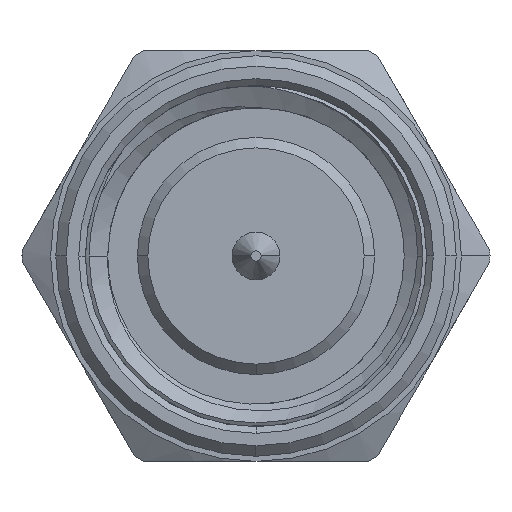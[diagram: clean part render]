
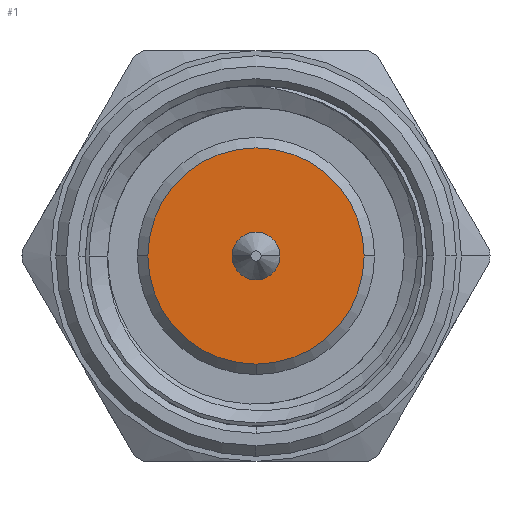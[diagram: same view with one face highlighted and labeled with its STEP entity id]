
A CAD part, left-side view. The second image highlights one B-rep face of the part: STEP entity #1.
In plain terms, the highlighted planar face has unit normal (-1, 0, 0).
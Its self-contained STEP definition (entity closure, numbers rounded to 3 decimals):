
#1 = ADVANCED_FACE ( 'NONE', ( #4117, #2990 ), #5279, .T. ) ;
#111 = ORIENTED_EDGE ( 'NONE', *, *, #1314, .F. ) ;
#122 = CARTESIAN_POINT ( 'NONE',  ( 3.15, 0., 0. ) ) ;
#177 = CARTESIAN_POINT ( 'NONE',  ( 3.15, 0., 0. ) ) ;
#399 = CIRCLE ( 'NONE', #5510, 0.46 ) ;
#666 = CIRCLE ( 'NONE', #4824, 2.08 ) ;
#696 = DIRECTION ( 'NONE',  ( 0., 1., 0. ) ) ;
#1164 = DIRECTION ( 'NONE',  ( 1., 0., 0. ) ) ;
#1273 = DIRECTION ( 'NONE',  ( -1., 0., 0. ) ) ;
#1314 = EDGE_CURVE ( 'NONE', #4965, #3108, #399, .T. ) ;
#1315 = DIRECTION ( 'NONE',  ( 0., -1., 0. ) ) ;
#2082 = VERTEX_POINT ( 'NONE', #3969 ) ;
#2208 = EDGE_LOOP ( 'NONE', ( #111, #6576 ) ) ;
#2556 = CARTESIAN_POINT ( 'NONE',  ( 3.15, 0.46, 0. ) ) ;
#2653 = DIRECTION ( 'NONE',  ( 0., -1., 0. ) ) ;
#2990 = FACE_OUTER_BOUND ( 'NONE', #6565, .T. ) ;
#2993 = CIRCLE ( 'NONE', #4790, 0.46 ) ;
#3108 = VERTEX_POINT ( 'NONE', #2556 ) ;
#3193 = CIRCLE ( 'NONE', #3790, 2.08 ) ;
#3198 = CIRCLE ( 'NONE', #5834, 2.08 ) ;
#3205 = CARTESIAN_POINT ( 'NONE',  ( 3.15, 0., 0. ) ) ;
#3313 = EDGE_CURVE ( 'NONE', #4984, #2082, #666, .T. ) ;
#3568 = DIRECTION ( 'NONE',  ( 0., 1., 0. ) ) ;
#3624 = ORIENTED_EDGE ( 'NONE', *, *, #6552, .F. ) ;
#3790 = AXIS2_PLACEMENT_3D ( 'NONE', #6937, #1164, #696 ) ;
#3937 = ORIENTED_EDGE ( 'NONE', *, *, #5732, .F. ) ;
#3969 = CARTESIAN_POINT ( 'NONE',  ( 3.15, 0., -2.08 ) ) ;
#4117 = FACE_BOUND ( 'NONE', #2208, .T. ) ;
#4479 = DIRECTION ( 'NONE',  ( -1., 0., 0. ) ) ;
#4535 = DIRECTION ( 'NONE',  ( 0., 0., 1. ) ) ;
#4557 = EDGE_CURVE ( 'NONE', #3108, #4965, #2993, .T. ) ;
#4697 = CARTESIAN_POINT ( 'NONE',  ( 3.15, 0., 0. ) ) ;
#4790 = AXIS2_PLACEMENT_3D ( 'NONE', #122, #1273, #3568 ) ;
#4810 = CARTESIAN_POINT ( 'NONE',  ( 3.15, 2.08, 0. ) ) ;
#4824 = AXIS2_PLACEMENT_3D ( 'NONE', #3205, #5481, #2653 ) ;
#4965 = VERTEX_POINT ( 'NONE', #6776 ) ;
#4984 = VERTEX_POINT ( 'NONE', #5487 ) ;
#5010 = CARTESIAN_POINT ( 'NONE',  ( 3.15, 0., 0. ) ) ;
#5157 = AXIS2_PLACEMENT_3D ( 'NONE', #177, #6824, #4535 ) ;
#5243 = ORIENTED_EDGE ( 'NONE', *, *, #3313, .F. ) ;
#5279 = PLANE ( 'NONE',  #5157 ) ;
#5481 = DIRECTION ( 'NONE',  ( 1., 0., 0. ) ) ;
#5487 = CARTESIAN_POINT ( 'NONE',  ( 3.15, -2.08, 0. ) ) ;
#5510 = AXIS2_PLACEMENT_3D ( 'NONE', #5010, #4479, #7295 ) ;
#5732 = EDGE_CURVE ( 'NONE', #6548, #4984, #3193, .T. ) ;
#5834 = AXIS2_PLACEMENT_3D ( 'NONE', #4697, #7018, #1315 ) ;
#6548 = VERTEX_POINT ( 'NONE', #4810 ) ;
#6552 = EDGE_CURVE ( 'NONE', #2082, #6548, #3198, .T. ) ;
#6565 = EDGE_LOOP ( 'NONE', ( #5243, #3937, #3624 ) ) ;
#6576 = ORIENTED_EDGE ( 'NONE', *, *, #4557, .F. ) ;
#6776 = CARTESIAN_POINT ( 'NONE',  ( 3.15, -0.46, 0. ) ) ;
#6824 = DIRECTION ( 'NONE',  ( -1., 0., 0. ) ) ;
#6937 = CARTESIAN_POINT ( 'NONE',  ( 3.15, 0., 0. ) ) ;
#7018 = DIRECTION ( 'NONE',  ( 1., 0., 0. ) ) ;
#7295 = DIRECTION ( 'NONE',  ( 0., -1., 0. ) ) ;
